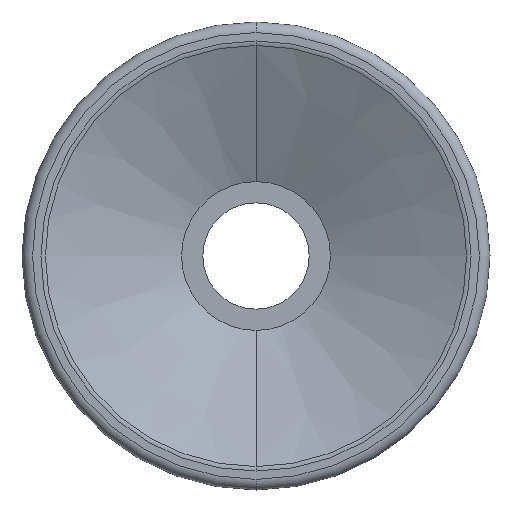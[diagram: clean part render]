
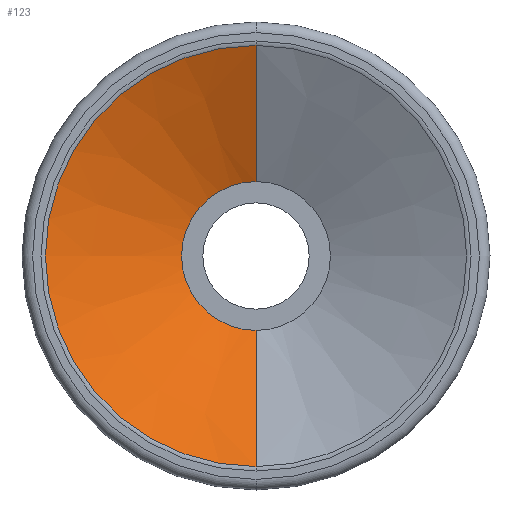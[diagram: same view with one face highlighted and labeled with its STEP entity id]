
A CAD part, front view. The second image highlights one B-rep face of the part: STEP entity #123.
In plain terms, the highlighted conical face has half-angle 65.225 degrees and reference radius 9.9 mm.
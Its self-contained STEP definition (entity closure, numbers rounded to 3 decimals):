
#123=ADVANCED_FACE('',(#320),#321,.F.);
#320=FACE_OUTER_BOUND('',#601,.T.);
#321=CONICAL_SURFACE('',#602,9.9,1.138);
#601=EDGE_LOOP('',(#3157,#3158,#3159,#3160));
#602=AXIS2_PLACEMENT_3D('',#3161,#3162,#3163);
#3157=ORIENTED_EDGE('',*,*,#3798,.T.);
#3158=ORIENTED_EDGE('',*,*,#3803,.T.);
#3159=ORIENTED_EDGE('',*,*,#3804,.F.);
#3160=ORIENTED_EDGE('',*,*,#3805,.F.);
#3161=CARTESIAN_POINT('',(0.0,-7.954,0.0));
#3162=DIRECTION('',(0.0,-1.0,-0.0));
#3163=DIRECTION('',(0.0,0.0,-1.0));
#3798=EDGE_CURVE('',#4102,#4103,#4104,.T.);
#3803=EDGE_CURVE('',#4103,#4111,#4112,.T.);
#3804=EDGE_CURVE('',#4113,#4111,#4114,.T.);
#3805=EDGE_CURVE('',#4102,#4113,#4115,.T.);
#4102=VERTEX_POINT('',#4524);
#4103=VERTEX_POINT('',#4525);
#4104=CIRCLE('',#4526,3.5);
#4111=VERTEX_POINT('',#4535);
#4112=LINE('',#4536,#4537);
#4113=VERTEX_POINT('',#4538);
#4114=CIRCLE('',#4539,9.9);
#4115=LINE('',#4540,#4541);
#4524=CARTESIAN_POINT('',(0.0,-5.0,-3.5));
#4525=CARTESIAN_POINT('',(0.,-5.0,3.5));
#4526=AXIS2_PLACEMENT_3D('',#5959,#5960,#5961);
#4535=CARTESIAN_POINT('',(0.0,-7.954,9.9));
#4536=CARTESIAN_POINT('',(0.,-7.954,9.9));
#4537=VECTOR('',#5967,1000.0);
#4538=CARTESIAN_POINT('',(0.,-7.954,-9.9));
#4539=AXIS2_PLACEMENT_3D('',#5968,#5969,#5970);
#4540=CARTESIAN_POINT('',(0.0,-7.954,-9.9));
#4541=VECTOR('',#5971,1000.0);
#5959=CARTESIAN_POINT('',(0.0,-5.0,0.0));
#5960=DIRECTION('',(0.0,1.0,0.0));
#5961=DIRECTION('',(0.0,0.0,1.0));
#5967=DIRECTION('',(0.,-0.419,0.908));
#5968=CARTESIAN_POINT('',(0.0,-7.954,0.0));
#5969=DIRECTION('',(0.0,1.0,0.0));
#5970=DIRECTION('',(0.0,0.0,1.0));
#5971=DIRECTION('',(0.0,-0.419,-0.908));
